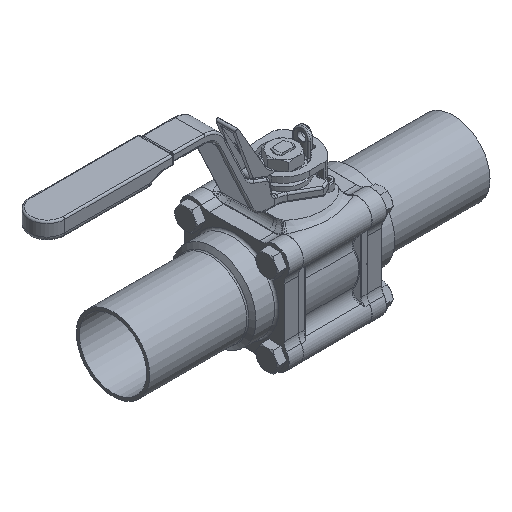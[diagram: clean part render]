
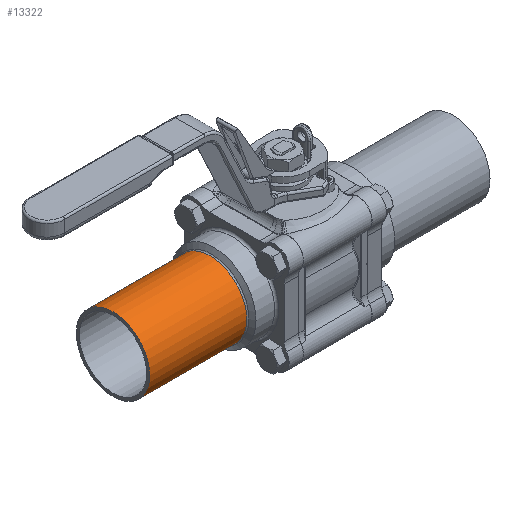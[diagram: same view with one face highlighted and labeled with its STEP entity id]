
A CAD part, isometric view. The second image highlights one B-rep face of the part: STEP entity #13322.
In plain terms, the highlighted cylindrical face has radius 30.163 mm (diameter 60.325 mm), a full revolution.
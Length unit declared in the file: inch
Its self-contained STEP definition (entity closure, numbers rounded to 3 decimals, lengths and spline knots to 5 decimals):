
#2250=CYLINDRICAL_SURFACE('',#14561,1.1875);
#2717=FACE_BOUND('',#4029,.T.);
#3142=FACE_OUTER_BOUND('',#4028,.T.);
#4028=EDGE_LOOP('',(#10095));
#4029=EDGE_LOOP('',(#10096));
#4918=CIRCLE('',#14560,1.1875);
#4919=CIRCLE('',#14562,1.1875);
#5859=VERTEX_POINT('',#22238);
#5860=VERTEX_POINT('',#22241);
#7353=EDGE_CURVE('',#5859,#5859,#4918,.T.);
#7354=EDGE_CURVE('',#5860,#5860,#4919,.T.);
#10095=ORIENTED_EDGE('',*,*,#7354,.F.);
#10096=ORIENTED_EDGE('',*,*,#7353,.F.);
#13322=ADVANCED_FACE('',(#3142,#2717),#2250,.T.);
#14560=AXIS2_PLACEMENT_3D('',#22239,#17246,#17247);
#14561=AXIS2_PLACEMENT_3D('',#22240,#17248,#17249);
#14562=AXIS2_PLACEMENT_3D('',#22242,#17250,#17251);
#17246=DIRECTION('center_axis',(1.,0.,0.));
#17247=DIRECTION('ref_axis',(0.,0.,
1.));
#17248=DIRECTION('center_axis',(-1.,0.,0.));
#17249=DIRECTION('ref_axis',(0.,0.,
-1.));
#17250=DIRECTION('center_axis',(-1.,0.,0.));
#17251=DIRECTION('ref_axis',(0.,0.,
-1.));
#22238=CARTESIAN_POINT('',(-2.36171,0.,-1.1875));
#22239=CARTESIAN_POINT('Origin',(-2.36171,0.,
0.));
#22240=CARTESIAN_POINT('Origin',(-3.91683,0.,
0.));
#22241=CARTESIAN_POINT('',(-5.50148,0.,-1.1875));
#22242=CARTESIAN_POINT('Origin',(-5.50148,0.,
0.));
